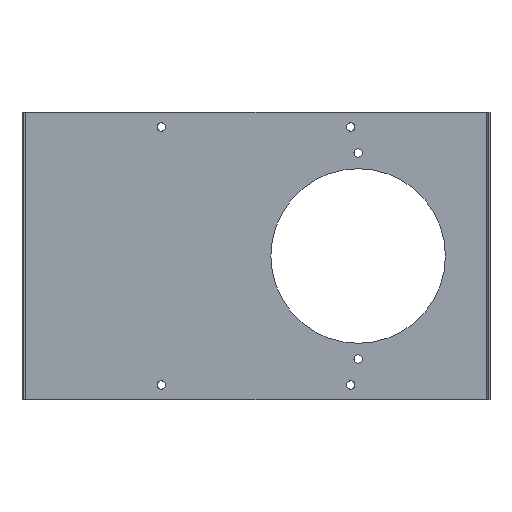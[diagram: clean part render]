
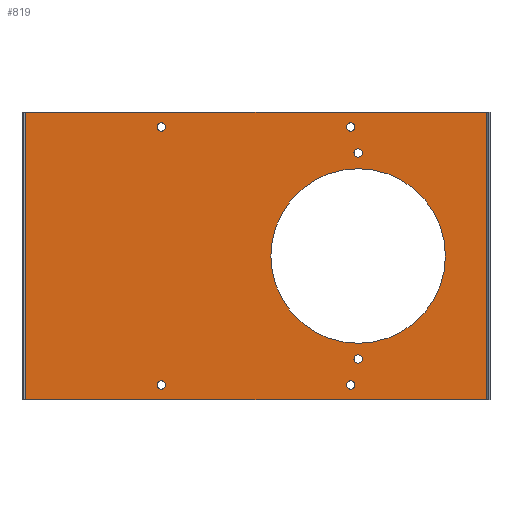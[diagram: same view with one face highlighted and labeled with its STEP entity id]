
A CAD part, front view. The second image highlights one B-rep face of the part: STEP entity #819.
In plain terms, the highlighted planar face has unit normal (0, -1, 0).
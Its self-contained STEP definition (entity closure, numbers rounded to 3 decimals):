
#42=FACE_BOUND('',#172,.T.);
#43=FACE_BOUND('',#173,.T.);
#44=FACE_BOUND('',#174,.T.);
#45=FACE_BOUND('',#175,.T.);
#46=FACE_BOUND('',#176,.T.);
#47=FACE_BOUND('',#177,.T.);
#48=FACE_BOUND('',#178,.T.);
#66=PLANE('',#938);
#105=FACE_OUTER_BOUND('',#171,.T.);
#171=EDGE_LOOP('',(#749,#750,#751,#752));
#172=EDGE_LOOP('',(#753));
#173=EDGE_LOOP('',(#754));
#174=EDGE_LOOP('',(#755));
#175=EDGE_LOOP('',(#756));
#176=EDGE_LOOP('',(#757));
#177=EDGE_LOOP('',(#758));
#178=EDGE_LOOP('',(#759));
#211=LINE('',#1371,#264);
#214=LINE('',#1377,#267);
#230=LINE('',#1417,#283);
#231=LINE('',#1419,#284);
#264=VECTOR('',#1137,10.);
#267=VECTOR('',#1142,10.);
#283=VECTOR('',#1186,10.);
#284=VECTOR('',#1189,10.);
#318=CIRCLE('',#884,2.25);
#321=CIRCLE('',#888,2.25);
#324=CIRCLE('',#892,2.25);
#327=CIRCLE('',#896,2.25);
#330=CIRCLE('',#900,2.25);
#333=CIRCLE('',#904,2.25);
#336=CIRCLE('',#908,47.);
#378=VERTEX_POINT('',#1280);
#381=VERTEX_POINT('',#1288);
#384=VERTEX_POINT('',#1296);
#387=VERTEX_POINT('',#1304);
#390=VERTEX_POINT('',#1312);
#393=VERTEX_POINT('',#1320);
#396=VERTEX_POINT('',#1328);
#406=VERTEX_POINT('',#1356);
#407=VERTEX_POINT('',#1360);
#410=VERTEX_POINT('',#1375);
#419=VERTEX_POINT('',#1406);
#465=EDGE_CURVE('',#378,#378,#318,.T.);
#469=EDGE_CURVE('',#381,#381,#321,.T.);
#473=EDGE_CURVE('',#384,#384,#324,.T.);
#477=EDGE_CURVE('',#387,#387,#327,.T.);
#481=EDGE_CURVE('',#390,#390,#330,.T.);
#485=EDGE_CURVE('',#393,#393,#333,.T.);
#489=EDGE_CURVE('',#396,#396,#336,.T.);
#509=EDGE_CURVE('',#406,#407,#211,.T.);
#512=EDGE_CURVE('',#407,#410,#214,.T.);
#532=EDGE_CURVE('',#410,#419,#230,.T.);
#533=EDGE_CURVE('',#419,#406,#231,.T.);
#749=ORIENTED_EDGE('',*,*,#509,.T.);
#750=ORIENTED_EDGE('',*,*,#512,.T.);
#751=ORIENTED_EDGE('',*,*,#532,.T.);
#752=ORIENTED_EDGE('',*,*,#533,.T.);
#753=ORIENTED_EDGE('',*,*,#465,.T.);
#754=ORIENTED_EDGE('',*,*,#469,.T.);
#755=ORIENTED_EDGE('',*,*,#473,.T.);
#756=ORIENTED_EDGE('',*,*,#477,.T.);
#757=ORIENTED_EDGE('',*,*,#481,.T.);
#758=ORIENTED_EDGE('',*,*,#485,.T.);
#759=ORIENTED_EDGE('',*,*,#489,.T.);
#819=ADVANCED_FACE('',(#105,#42,#43,#44,#45,#46,#47,#48),#66,.F.);
#884=AXIS2_PLACEMENT_3D('',#1282,#1040,#1041);
#888=AXIS2_PLACEMENT_3D('',#1290,#1049,#1050);
#892=AXIS2_PLACEMENT_3D('',#1298,#1058,#1059);
#896=AXIS2_PLACEMENT_3D('',#1306,#1067,#1068);
#900=AXIS2_PLACEMENT_3D('',#1314,#1076,#1077);
#904=AXIS2_PLACEMENT_3D('',#1322,#1085,#1086);
#908=AXIS2_PLACEMENT_3D('',#1330,#1094,#1095);
#938=AXIS2_PLACEMENT_3D('',#1420,#1190,#1191);
#1040=DIRECTION('center_axis',(0.,1.,0.));
#1041=DIRECTION('ref_axis',(1.,0.,0.));
#1049=DIRECTION('center_axis',(0.,1.,0.));
#1050=DIRECTION('ref_axis',(1.,0.,0.));
#1058=DIRECTION('center_axis',(0.,1.,0.));
#1059=DIRECTION('ref_axis',(1.,0.,0.));
#1067=DIRECTION('center_axis',(0.,1.,0.));
#1068=DIRECTION('ref_axis',(1.,0.,0.));
#1076=DIRECTION('center_axis',(0.,1.,0.));
#1077=DIRECTION('ref_axis',(1.,0.,0.));
#1085=DIRECTION('center_axis',(0.,1.,0.));
#1086=DIRECTION('ref_axis',(1.,0.,0.));
#1094=DIRECTION('center_axis',(0.,1.,0.));
#1095=DIRECTION('ref_axis',(1.,0.,0.));
#1137=DIRECTION('',(0.,0.,-1.));
#1142=DIRECTION('',(1.,0.,0.));
#1186=DIRECTION('',(0.,0.,1.));
#1189=DIRECTION('',(-1.,0.,0.));
#1190=DIRECTION('center_axis',(0.,1.,0.));
#1191=DIRECTION('ref_axis',(0.,0.,1.));
#1280=CARTESIAN_POINT('',(-179.25,0.,-8.));
#1282=CARTESIAN_POINT('Origin',(-177.,0.,-8.));
#1288=CARTESIAN_POINT('',(-179.25,0.,-147.));
#1290=CARTESIAN_POINT('Origin',(-177.,0.,-147.));
#1296=CARTESIAN_POINT('',(-77.25,0.,-147.));
#1298=CARTESIAN_POINT('Origin',(-75.,0.,-147.));
#1304=CARTESIAN_POINT('',(-77.25,0.,-8.));
#1306=CARTESIAN_POINT('Origin',(-75.,0.,-8.));
#1312=CARTESIAN_POINT('',(-73.25,0.,-133.));
#1314=CARTESIAN_POINT('Origin',(-71.,0.,-133.));
#1320=CARTESIAN_POINT('',(-73.25,0.,-22.));
#1322=CARTESIAN_POINT('Origin',(-71.,0.,-22.));
#1328=CARTESIAN_POINT('',(-118.,0.,-77.5));
#1330=CARTESIAN_POINT('Origin',(-71.,0.,-77.5));
#1356=CARTESIAN_POINT('',(-250.,0.,0.));
#1360=CARTESIAN_POINT('',(-250.,0.,-155.));
#1371=CARTESIAN_POINT('',(-250.,0.,-116.25));
#1375=CARTESIAN_POINT('',(-2.,0.,-155.));
#1377=CARTESIAN_POINT('',(-252.,0.,-155.));
#1406=CARTESIAN_POINT('',(-2.,0.,0.));
#1417=CARTESIAN_POINT('',(-2.,0.,-38.75));
#1419=CARTESIAN_POINT('',(0.,0.,0.));
#1420=CARTESIAN_POINT('Origin',(-126.,0.,-77.5));
